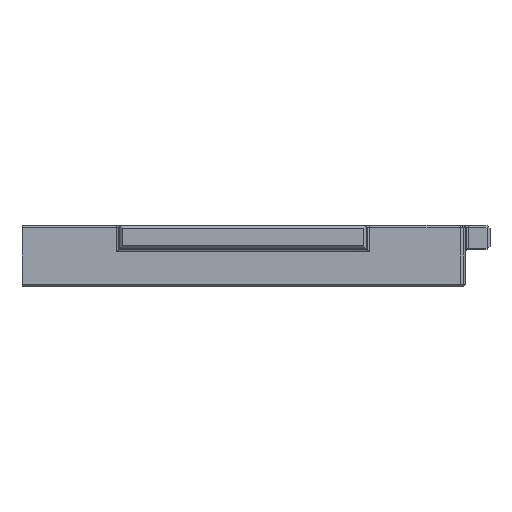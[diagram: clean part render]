
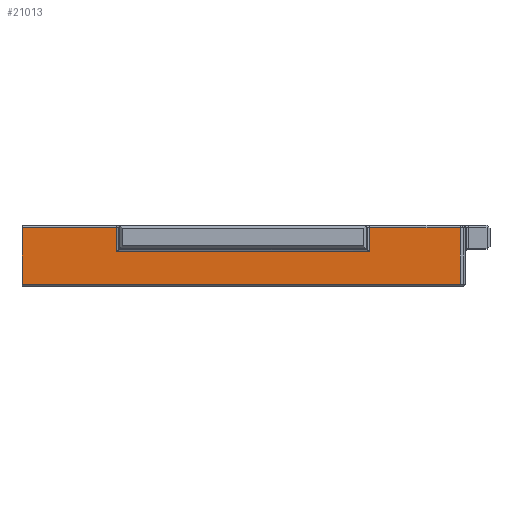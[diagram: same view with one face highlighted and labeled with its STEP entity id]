
A CAD part, top view. The second image highlights one B-rep face of the part: STEP entity #21013.
In plain terms, the highlighted planar face has unit normal (0, 0, 1).
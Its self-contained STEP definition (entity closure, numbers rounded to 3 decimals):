
#1121 = LINE ( 'NONE', #14907, #21304 ) ;
#1612 = VERTEX_POINT ( 'NONE', #19389 ) ;
#1664 = VECTOR ( 'NONE', #7222, 1000. ) ;
#2180 = LINE ( 'NONE', #15861, #1664 ) ;
#2184 = VERTEX_POINT ( 'NONE', #14438 ) ;
#2294 = CARTESIAN_POINT ( 'NONE',  ( 170.6, 22.6, 59.8 ) ) ;
#2663 = LINE ( 'NONE', #14565, #15234 ) ;
#2928 = AXIS2_PLACEMENT_3D ( 'NONE', #6159, #12997, #19833 ) ;
#3439 = VECTOR ( 'NONE', #17403, 1000. ) ;
#5391 = LINE ( 'NONE', #8859, #18651 ) ;
#5920 = EDGE_LOOP ( 'NONE', ( #12742, #19521, #17074, #17224, #9563, #19216, #20707, #14883 ) ) ;
#6159 = CARTESIAN_POINT ( 'NONE',  ( -79.7, 27.6, 59.8 ) ) ;
#6170 = EDGE_CURVE ( 'NONE', #1612, #11491, #13816, .T. ) ;
#6299 = VECTOR ( 'NONE', #19846, 1000. ) ;
#7222 = DIRECTION ( 'NONE',  ( -1., 0., 0. ) ) ;
#7745 = CARTESIAN_POINT ( 'NONE',  ( 100.3, 8., 59.8 ) ) ;
#7843 = FACE_OUTER_BOUND ( 'NONE', #5920, .T. ) ;
#8735 = VERTEX_POINT ( 'NONE', #13727 ) ;
#8859 = CARTESIAN_POINT ( 'NONE',  ( 180., 14.6, 59.8 ) ) ;
#9563 = ORIENTED_EDGE ( 'NONE', *, *, #21809, .F. ) ;
#9758 = EDGE_CURVE ( 'NONE', #12164, #15865, #2180, .T. ) ;
#10759 = DIRECTION ( 'NONE',  ( 1., 0., 0. ) ) ;
#11491 = VERTEX_POINT ( 'NONE', #20014 ) ;
#11927 = DIRECTION ( 'NONE',  ( 1., 0., 0. ) ) ;
#12164 = VERTEX_POINT ( 'NONE', #15718 ) ;
#12443 = CARTESIAN_POINT ( 'NONE',  ( 100.3, 19.5, 59.8 ) ) ;
#12742 = ORIENTED_EDGE ( 'NONE', *, *, #16683, .T. ) ;
#12997 = DIRECTION ( 'NONE',  ( 0., 0., 1. ) ) ;
#13605 = LINE ( 'NONE', #20449, #13827 ) ;
#13727 = CARTESIAN_POINT ( 'NONE',  ( 170.6, 14.6, 59.8 ) ) ;
#13816 = LINE ( 'NONE', #15616, #3439 ) ;
#13827 = VECTOR ( 'NONE', #11927, 1000. ) ;
#14037 = VECTOR ( 'NONE', #14299, 1000. ) ;
#14299 = DIRECTION ( 'NONE',  ( 0., 1., 0. ) ) ;
#14361 = CARTESIAN_POINT ( 'NONE',  ( 189., 27.6, 59.8 ) ) ;
#14438 = CARTESIAN_POINT ( 'NONE',  ( 170.6, 19.5, 59.8 ) ) ;
#14565 = CARTESIAN_POINT ( 'NONE',  ( 180., 19.5, 59.8 ) ) ;
#14661 = VERTEX_POINT ( 'NONE', #19371 ) ;
#14883 = ORIENTED_EDGE ( 'NONE', *, *, #18191, .F. ) ;
#14907 = CARTESIAN_POINT ( 'NONE',  ( 100.3, 20.325, 59.8 ) ) ;
#15234 = VECTOR ( 'NONE', #17805, 1000. ) ;
#15616 = CARTESIAN_POINT ( 'NONE',  ( 119.4, 22.6, 59.8 ) ) ;
#15718 = CARTESIAN_POINT ( 'NONE',  ( 189., 8., 59.8 ) ) ;
#15861 = CARTESIAN_POINT ( 'NONE',  ( 167.525, 8., 59.8 ) ) ;
#15865 = VERTEX_POINT ( 'NONE', #7745 ) ;
#16475 = DIRECTION ( 'NONE',  ( 0., -1., 0. ) ) ;
#16683 = EDGE_CURVE ( 'NONE', #20336, #15865, #1121, .T. ) ;
#17074 = ORIENTED_EDGE ( 'NONE', *, *, #17772, .F. ) ;
#17224 = ORIENTED_EDGE ( 'NONE', *, *, #18878, .F. ) ;
#17403 = DIRECTION ( 'NONE',  ( 0., -1., 0. ) ) ;
#17772 = EDGE_CURVE ( 'NONE', #14661, #12164, #19737, .T. ) ;
#17805 = DIRECTION ( 'NONE',  ( 1., 0., 0. ) ) ;
#18191 = EDGE_CURVE ( 'NONE', #20336, #1612, #2663, .T. ) ;
#18651 = VECTOR ( 'NONE', #10759, 1000. ) ;
#18878 = EDGE_CURVE ( 'NONE', #2184, #14661, #13605, .T. ) ;
#19216 = ORIENTED_EDGE ( 'NONE', *, *, #20849, .F. ) ;
#19371 = CARTESIAN_POINT ( 'NONE',  ( 189., 19.5, 59.8 ) ) ;
#19389 = CARTESIAN_POINT ( 'NONE',  ( 119.4, 19.5, 59.8 ) ) ;
#19521 = ORIENTED_EDGE ( 'NONE', *, *, #9758, .F. ) ;
#19676 = LINE ( 'NONE', #2294, #14037 ) ;
#19737 = LINE ( 'NONE', #14361, #6299 ) ;
#19833 = DIRECTION ( 'NONE',  ( 1., 0., 0. ) ) ;
#19846 = DIRECTION ( 'NONE',  ( 0., -1., 0. ) ) ;
#20014 = CARTESIAN_POINT ( 'NONE',  ( 119.4, 14.6, 59.8 ) ) ;
#20336 = VERTEX_POINT ( 'NONE', #12443 ) ;
#20449 = CARTESIAN_POINT ( 'NONE',  ( 180., 19.5, 59.8 ) ) ;
#20707 = ORIENTED_EDGE ( 'NONE', *, *, #6170, .F. ) ;
#20849 = EDGE_CURVE ( 'NONE', #11491, #8735, #5391, .T. ) ;
#21013 = ADVANCED_FACE ( 'NONE', ( #7843 ), #21527, .T. ) ;
#21304 = VECTOR ( 'NONE', #16475, 1000. ) ;
#21527 = PLANE ( 'NONE',  #2928 ) ;
#21809 = EDGE_CURVE ( 'NONE', #8735, #2184, #19676, .T. ) ;
